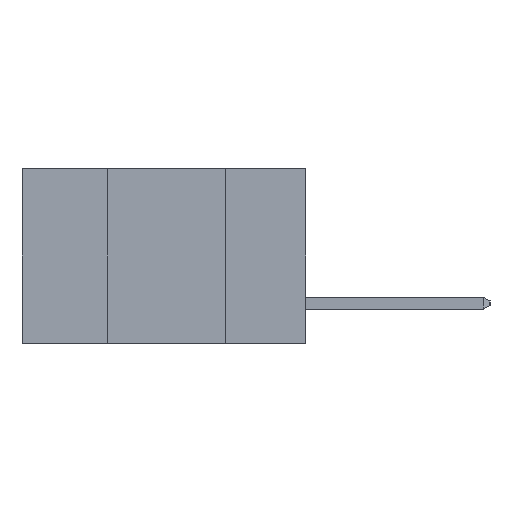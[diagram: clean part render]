
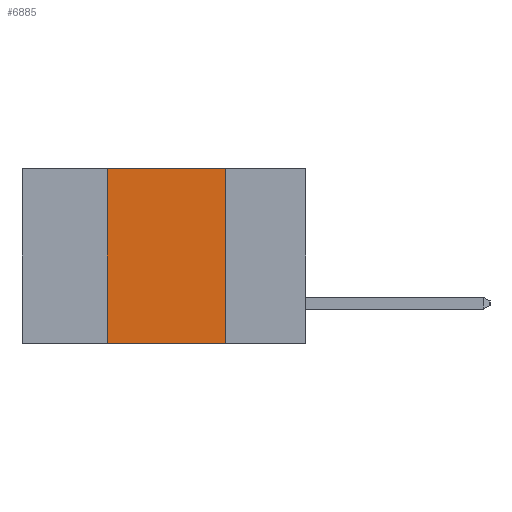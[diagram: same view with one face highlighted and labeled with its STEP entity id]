
A CAD part, left-side view. The second image highlights one B-rep face of the part: STEP entity #6885.
In plain terms, the highlighted planar face has unit normal (-1, 0, 0).
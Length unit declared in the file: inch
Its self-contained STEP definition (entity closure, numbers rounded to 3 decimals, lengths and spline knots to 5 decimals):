
#90 = ORIENTED_EDGE ( 'NONE', *, *, #2948, .F. ) ;
#130 = DIRECTION ( 'NONE',  ( 0., -1., 0. ) ) ;
#234 = CARTESIAN_POINT ( 'NONE',  ( 0., 0.6, 0. ) ) ;
#643 = CARTESIAN_POINT ( 'NONE',  ( 0., 0.17, -0.37 ) ) ;
#833 = DIRECTION ( 'NONE',  ( 0., -1., 0. ) ) ;
#1281 = DIRECTION ( 'NONE',  ( 0., 0., -1. ) ) ;
#1286 = CARTESIAN_POINT ( 'NONE',  ( 0., 0.42, -0.37 ) ) ;
#1312 = DIRECTION ( 'NONE',  ( 1., 0., 0. ) ) ;
#1349 = CARTESIAN_POINT ( 'NONE',  ( 0., 0.6, 0. ) ) ;
#1403 = PLANE ( 'NONE',  #5355 ) ;
#1884 = EDGE_CURVE ( 'NONE', #14797, #2818, #16504, .T. ) ;
#2818 = VERTEX_POINT ( 'NONE', #643 ) ;
#2948 = EDGE_CURVE ( 'NONE', #14797, #12995, #10013, .T. ) ;
#3165 = CARTESIAN_POINT ( 'NONE',  ( 0., 0.42, 0. ) ) ;
#3988 = EDGE_CURVE ( 'NONE', #12995, #12495, #6562, .T. ) ;
#4994 = EDGE_CURVE ( 'NONE', #12495, #2818, #7538, .T. ) ;
#5355 = AXIS2_PLACEMENT_3D ( 'NONE', #1349, #1312, #1281 ) ;
#5885 = VECTOR ( 'NONE', #17371, 39.37008 ) ;
#6562 = LINE ( 'NONE', #234, #10209 ) ;
#6885 = ADVANCED_FACE ( 'NONE', ( #8885 ), #1403, .F. ) ;
#7034 = VECTOR ( 'NONE', #16276, 39.37008 ) ;
#7151 = EDGE_LOOP ( 'NONE', ( #19709, #7967, #90, #12277 ) ) ;
#7538 = LINE ( 'NONE', #17540, #7034 ) ;
#7967 = ORIENTED_EDGE ( 'NONE', *, *, #3988, .F. ) ;
#8885 = FACE_OUTER_BOUND ( 'NONE', #7151, .T. ) ;
#10013 = LINE ( 'NONE', #17610, #5885 ) ;
#10209 = VECTOR ( 'NONE', #130, 39.37008 ) ;
#11614 = CARTESIAN_POINT ( 'NONE',  ( 0., 0.17, 0. ) ) ;
#12277 = ORIENTED_EDGE ( 'NONE', *, *, #1884, .T. ) ;
#12495 = VERTEX_POINT ( 'NONE', #11614 ) ;
#12995 = VERTEX_POINT ( 'NONE', #3165 ) ;
#13000 = CARTESIAN_POINT ( 'NONE',  ( 0., 0.6, -0.37 ) ) ;
#13461 = VECTOR ( 'NONE', #833, 39.37008 ) ;
#14797 = VERTEX_POINT ( 'NONE', #1286 ) ;
#16276 = DIRECTION ( 'NONE',  ( 0., 0., -1. ) ) ;
#16504 = LINE ( 'NONE', #13000, #13461 ) ;
#17371 = DIRECTION ( 'NONE',  ( 0., 0., 1. ) ) ;
#17540 = CARTESIAN_POINT ( 'NONE',  ( 0., 0.17, -0.37 ) ) ;
#17610 = CARTESIAN_POINT ( 'NONE',  ( 0., 0.42, -0.37 ) ) ;
#19709 = ORIENTED_EDGE ( 'NONE', *, *, #4994, .F. ) ;
